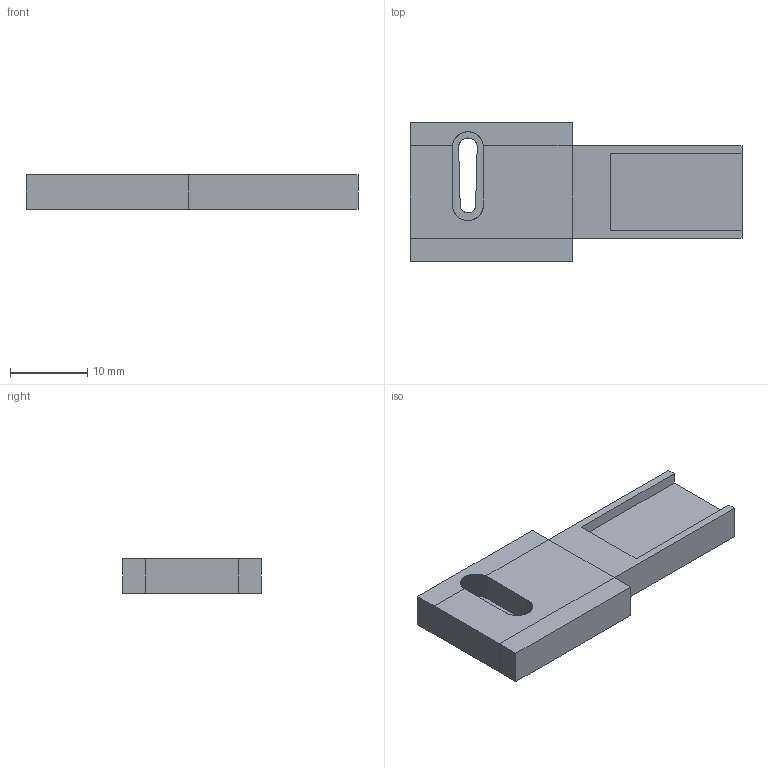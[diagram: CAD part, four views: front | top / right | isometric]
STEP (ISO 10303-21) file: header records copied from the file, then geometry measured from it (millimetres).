
FILE_DESCRIPTION(('FreeCAD Model'),'2;1');
FILE_NAME('Open CASCADE Shape Model','2024-01-18T20:49:11',('Author'),( ''),'Open CASCADE STEP processor 7.5','FreeCAD','Unknown');
FILE_SCHEMA(('AUTOMOTIVE_DESIGN { 1 0 10303 214 1 1 1 1 }'));
Length unit declared in the file: millimetre
Products named in the file (1): difference003
Bounding box: 43 x 18 x 4.5 mm (x, y, z)
Volume: 2464.7 mm3; surface area: 1961.7 mm2
Topology: 1 solids, 1 shells, 222 faces, 651 edges, 430 vertices
Faces by surface type: plane 222
Entity records: 7225 total; most frequent: CARTESIAN_POINT 1304, ORIENTED_EDGE 1302, DIRECTION 1097, EDGE_CURVE 651, LINE 651, VECTOR 651, VERTEX_POINT 430, AXIS2_PLACEMENT_3D 223
